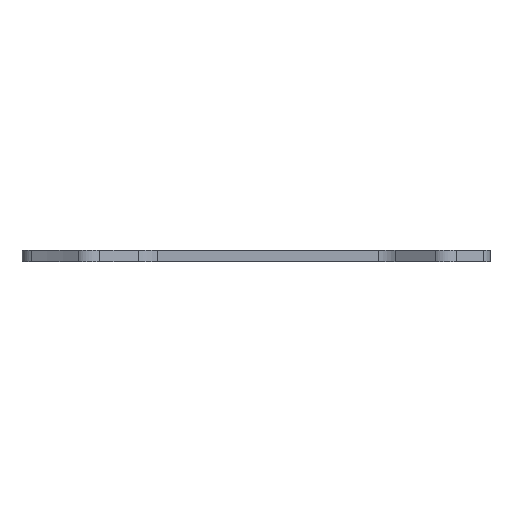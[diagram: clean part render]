
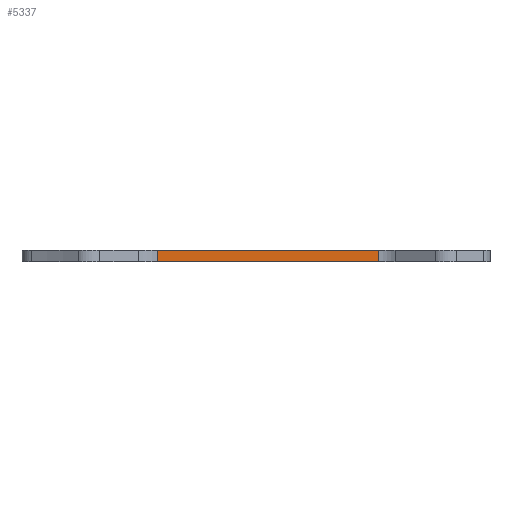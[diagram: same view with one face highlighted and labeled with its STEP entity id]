
A CAD part, left-side view. The second image highlights one B-rep face of the part: STEP entity #5337.
In plain terms, the highlighted planar face has unit normal (-1, 0, 0).
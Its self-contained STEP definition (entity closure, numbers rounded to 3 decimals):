
#32 = PLANE('',#33);
#33 = AXIS2_PLACEMENT_3D('',#34,#35,#36);
#34 = CARTESIAN_POINT('',(843.565,163.022,64.023
    ));
#35 = DIRECTION('',(0.,0.,-1.));
#36 = DIRECTION('',(-1.,0.,0.));
#900 = VERTEX_POINT('',#901);
#901 = CARTESIAN_POINT('',(827.57,145.507,
    64.023));
#916 = CYLINDRICAL_SURFACE('',#917,5.);
#917 = AXIS2_PLACEMENT_3D('',#918,#919,#920);
#918 = CARTESIAN_POINT('',(822.57,145.507,
    66.023));
#919 = DIRECTION('',(-0.,-0.,-1.));
#920 = DIRECTION('',(1.,0.,-0.));
#928 = EDGE_CURVE('',#929,#900,#931,.T.);
#929 = VERTEX_POINT('',#930);
#930 = CARTESIAN_POINT('',(827.57,183.605,
    64.023));
#931 = SURFACE_CURVE('',#932,(#936,#943),.PCURVE_S1.);
#932 = LINE('',#933,#934);
#933 = CARTESIAN_POINT('',(827.57,134.762,
    64.023));
#934 = VECTOR('',#935,1.);
#935 = DIRECTION('',(0.,-1.,0.));
#936 = PCURVE('',#32,#937);
#937 = DEFINITIONAL_REPRESENTATION('',(#938),#942);
#938 = LINE('',#939,#940);
#939 = CARTESIAN_POINT('',(15.995,-28.26));
#940 = VECTOR('',#941,1.);
#941 = DIRECTION('',(0.,-1.));
#942 = ( GEOMETRIC_REPRESENTATION_CONTEXT(2) 
PARAMETRIC_REPRESENTATION_CONTEXT() REPRESENTATION_CONTEXT('2D SPACE',''
  ) );
#943 = PCURVE('',#944,#949);
#944 = PLANE('',#945);
#945 = AXIS2_PLACEMENT_3D('',#946,#947,#948);
#946 = CARTESIAN_POINT('',(827.57,164.678,
    65.023));
#947 = DIRECTION('',(-1.,0.,-0.));
#948 = DIRECTION('',(0.,-1.,0.));
#949 = DEFINITIONAL_REPRESENTATION('',(#950),#954);
#950 = LINE('',#951,#952);
#951 = CARTESIAN_POINT('',(29.916,-1.));
#952 = VECTOR('',#953,1.);
#953 = DIRECTION('',(1.,0.));
#954 = ( GEOMETRIC_REPRESENTATION_CONTEXT(2) 
PARAMETRIC_REPRESENTATION_CONTEXT() REPRESENTATION_CONTEXT('2D SPACE',''
  ) );
#973 = CYLINDRICAL_SURFACE('',#974,5.);
#974 = AXIS2_PLACEMENT_3D('',#975,#976,#977);
#975 = CARTESIAN_POINT('',(822.57,183.605,
    66.023));
#976 = DIRECTION('',(-0.,-0.,-1.));
#977 = DIRECTION('',(0.766,0.643,-0.));
#4047 = PLANE('',#4048);
#4048 = AXIS2_PLACEMENT_3D('',#4049,#4050,#4051);
#4049 = CARTESIAN_POINT('',(843.565,163.022,
    66.023));
#4050 = DIRECTION('',(0.,0.,1.));
#4051 = DIRECTION('',(0.,1.,0.));
#5238 = VERTEX_POINT('',#5239);
#5239 = CARTESIAN_POINT('',(827.57,183.605,
    66.023));
#5265 = EDGE_CURVE('',#5238,#929,#5266,.T.);
#5266 = SURFACE_CURVE('',#5267,(#5271,#5278),.PCURVE_S1.);
#5267 = LINE('',#5268,#5269);
#5268 = CARTESIAN_POINT('',(827.57,183.605,
    66.023));
#5269 = VECTOR('',#5270,1.);
#5270 = DIRECTION('',(-0.,-0.,-1.));
#5271 = PCURVE('',#973,#5272);
#5272 = DEFINITIONAL_REPRESENTATION('',(#5273),#5277);
#5273 = LINE('',#5274,#5275);
#5274 = CARTESIAN_POINT('',(0.698,0.));
#5275 = VECTOR('',#5276,1.);
#5276 = DIRECTION('',(0.,1.));
#5277 = ( GEOMETRIC_REPRESENTATION_CONTEXT(2) 
PARAMETRIC_REPRESENTATION_CONTEXT() REPRESENTATION_CONTEXT('2D SPACE',''
  ) );
#5278 = PCURVE('',#944,#5279);
#5279 = DEFINITIONAL_REPRESENTATION('',(#5280),#5284);
#5280 = LINE('',#5281,#5282);
#5281 = CARTESIAN_POINT('',(-18.928,1.));
#5282 = VECTOR('',#5283,1.);
#5283 = DIRECTION('',(0.,-1.));
#5284 = ( GEOMETRIC_REPRESENTATION_CONTEXT(2) 
PARAMETRIC_REPRESENTATION_CONTEXT() REPRESENTATION_CONTEXT('2D SPACE',''
  ) );
#5337 = ADVANCED_FACE('',(#5338),#944,.T.);
#5338 = FACE_BOUND('',#5339,.T.);
#5339 = EDGE_LOOP('',(#5340,#5363,#5364,#5365));
#5340 = ORIENTED_EDGE('',*,*,#5341,.T.);
#5341 = EDGE_CURVE('',#5342,#5238,#5344,.T.);
#5342 = VERTEX_POINT('',#5343);
#5343 = CARTESIAN_POINT('',(827.57,145.507,
    66.023));
#5344 = SURFACE_CURVE('',#5345,(#5349,#5356),.PCURVE_S1.);
#5345 = LINE('',#5346,#5347);
#5346 = CARTESIAN_POINT('',(827.57,143.93,
    66.023));
#5347 = VECTOR('',#5348,1.);
#5348 = DIRECTION('',(0.,1.,0.));
#5349 = PCURVE('',#944,#5350);
#5350 = DEFINITIONAL_REPRESENTATION('',(#5351),#5355);
#5351 = LINE('',#5352,#5353);
#5352 = CARTESIAN_POINT('',(20.747,1.));
#5353 = VECTOR('',#5354,1.);
#5354 = DIRECTION('',(-1.,0.));
#5355 = ( GEOMETRIC_REPRESENTATION_CONTEXT(2) 
PARAMETRIC_REPRESENTATION_CONTEXT() REPRESENTATION_CONTEXT('2D SPACE',''
  ) );
#5356 = PCURVE('',#4047,#5357);
#5357 = DEFINITIONAL_REPRESENTATION('',(#5358),#5362);
#5358 = LINE('',#5359,#5360);
#5359 = CARTESIAN_POINT('',(-19.092,15.995));
#5360 = VECTOR('',#5361,1.);
#5361 = DIRECTION('',(1.,0.));
#5362 = ( GEOMETRIC_REPRESENTATION_CONTEXT(2) 
PARAMETRIC_REPRESENTATION_CONTEXT() REPRESENTATION_CONTEXT('2D SPACE',''
  ) );
#5363 = ORIENTED_EDGE('',*,*,#5265,.T.);
#5364 = ORIENTED_EDGE('',*,*,#928,.T.);
#5365 = ORIENTED_EDGE('',*,*,#5366,.F.);
#5366 = EDGE_CURVE('',#5342,#900,#5367,.T.);
#5367 = SURFACE_CURVE('',#5368,(#5372,#5379),.PCURVE_S1.);
#5368 = LINE('',#5369,#5370);
#5369 = CARTESIAN_POINT('',(827.57,145.507,
    66.023));
#5370 = VECTOR('',#5371,1.);
#5371 = DIRECTION('',(-0.,-0.,-1.));
#5372 = PCURVE('',#944,#5373);
#5373 = DEFINITIONAL_REPRESENTATION('',(#5374),#5378);
#5374 = LINE('',#5375,#5376);
#5375 = CARTESIAN_POINT('',(19.171,1.));
#5376 = VECTOR('',#5377,1.);
#5377 = DIRECTION('',(0.,-1.));
#5378 = ( GEOMETRIC_REPRESENTATION_CONTEXT(2) 
PARAMETRIC_REPRESENTATION_CONTEXT() REPRESENTATION_CONTEXT('2D SPACE',''
  ) );
#5379 = PCURVE('',#916,#5380);
#5380 = DEFINITIONAL_REPRESENTATION('',(#5381),#5385);
#5381 = LINE('',#5382,#5383);
#5382 = CARTESIAN_POINT('',(0.,0.));
#5383 = VECTOR('',#5384,1.);
#5384 = DIRECTION('',(0.,1.));
#5385 = ( GEOMETRIC_REPRESENTATION_CONTEXT(2) 
PARAMETRIC_REPRESENTATION_CONTEXT() REPRESENTATION_CONTEXT('2D SPACE',''
  ) );
